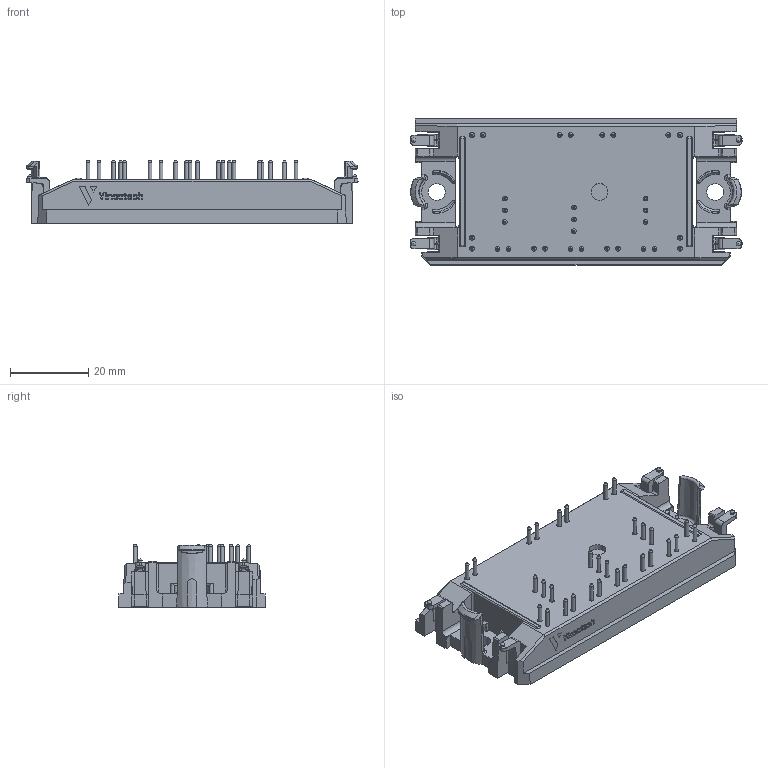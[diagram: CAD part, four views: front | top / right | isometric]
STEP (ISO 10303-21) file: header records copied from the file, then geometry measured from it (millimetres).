
FILE_DESCRIPTION(/* description */ ('Unknown'),/* implementation_level */ '2;1');
FILE_NAME(/* name */ 'Flow1-2C12W-L390(310)-01-OL',/* time_stamp */ '2017-01-14T15:32:54+01:00',/* author */ ('Unknown'),/* organization */ ('Unknown'),/* preprocessor_version */ 'ST-DEVELOPER v16',/* originating_system */ 'DEX',/* authorisation */ $);
FILE_SCHEMA (('AUTOMOTIVE_DESIGN { 1 0 10303 214 3 1 1 }','AUTOMOTIVE_DESIGN {1 0 10303 214 3 1 1}'));
Length unit declared in the file: millimetre
Products named in the file (1): Flow1-2C12W-L390-01-OL
Bounding box: 84.63 x 37.4 x 16.23 mm (x, y, z)
Volume: 27738.6 mm3; surface area: 11880.7 mm2
Topology: 13 solids, 13 shells, 806 faces, 2058 edges, 1314 vertices
Faces by surface type: plane 409, cylinder 145, bspline 130, cone 106, sphere 12, torus 4
Full cylindrical faces by diameter (mm): 1 x31, 1.1 x4, 1.2 x31, 4.3 x3
Entity records: 31064 total; most frequent: CARTESIAN_POINT 8718, ORIENTED_EDGE 3702, DIRECTION 3339, EDGE_CURVE 1851, VERTEX_POINT 1274, AXIS2_PLACEMENT_3D 1137, LINE 1065, VECTOR 1065
